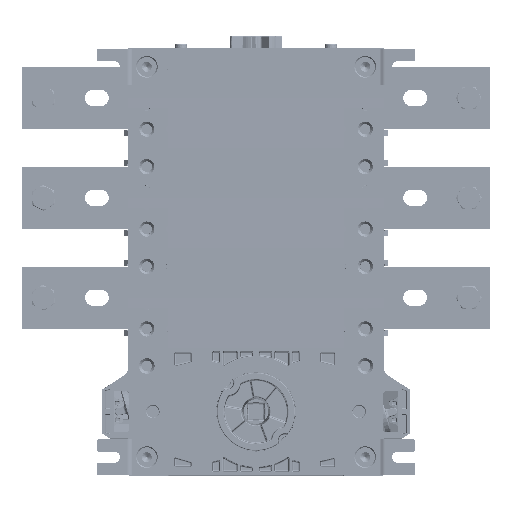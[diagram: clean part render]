
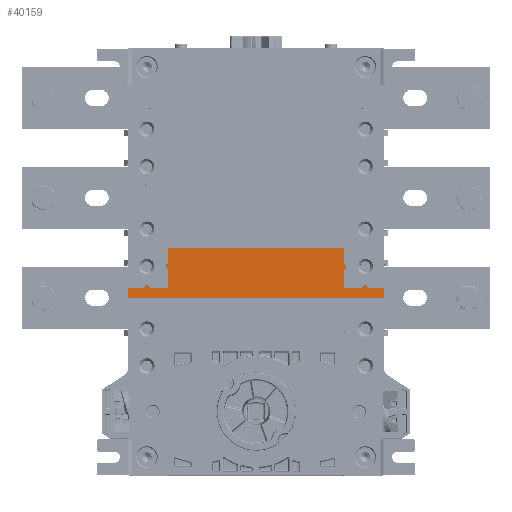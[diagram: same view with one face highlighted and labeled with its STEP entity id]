
A CAD part, front view. The second image highlights one B-rep face of the part: STEP entity #40159.
In plain terms, the highlighted planar face has unit normal (0, -1, -0.004).
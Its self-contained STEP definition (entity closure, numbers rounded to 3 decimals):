
#8249=FACE_OUTER_BOUND('',#48998,.T.);
#17451=LINE('',#228660,#27397);
#17453=LINE('',#228664,#27399);
#17454=LINE('',#228666,#27400);
#17455=LINE('',#228668,#27401);
#17456=LINE('',#228670,#27402);
#17457=LINE('',#228672,#27403);
#17458=LINE('',#228674,#27404);
#17459=LINE('',#228676,#27405);
#17460=LINE('',#228678,#27406);
#17461=LINE('',#228680,#27407);
#17462=LINE('',#228682,#27408);
#17463=LINE('',#228684,#27409);
#17464=LINE('',#228686,#27410);
#17465=LINE('',#228688,#27411);
#17466=LINE('',#228690,#27412);
#17467=LINE('',#228692,#27413);
#17468=LINE('',#228694,#27414);
#17469=LINE('',#228696,#27415);
#17470=LINE('',#228698,#27416);
#17471=LINE('',#228700,#27417);
#17472=LINE('',#228702,#27418);
#17473=LINE('',#228704,#27419);
#17474=LINE('',#228706,#27420);
#17475=LINE('',#228708,#27421);
#27397=VECTOR('',#152938,1.);
#27399=VECTOR('',#152942,1.);
#27400=VECTOR('',#152943,1.);
#27401=VECTOR('',#152944,1.);
#27402=VECTOR('',#152945,1.);
#27403=VECTOR('',#152946,1.);
#27404=VECTOR('',#152947,1.);
#27405=VECTOR('',#152948,1.);
#27406=VECTOR('',#152949,1.);
#27407=VECTOR('',#152950,1.);
#27408=VECTOR('',#152951,1.);
#27409=VECTOR('',#152952,1.);
#27410=VECTOR('',#152953,1.);
#27411=VECTOR('',#152954,1.);
#27412=VECTOR('',#152955,1.);
#27413=VECTOR('',#152956,1.);
#27414=VECTOR('',#152957,1.);
#27415=VECTOR('',#152958,1.);
#27416=VECTOR('',#152959,1.);
#27417=VECTOR('',#152960,1.);
#27418=VECTOR('',#152961,1.);
#27419=VECTOR('',#152962,1.);
#27420=VECTOR('',#152963,1.);
#27421=VECTOR('',#152964,1.);
#40159=ADVANCED_FACE('',(#8249),#42349,.F.);
#42349=PLANE('',#123514);
#48998=EDGE_LOOP('',(#75698,#75699,#75700,#75701,#75702,#75703,#75704,#75705,
#75706,#75707,#75708,#75709,#75710,#75711,#75712,#75713,#75714,#75715,#75716,
#75717,#75718,#75719,#75720,#75721));
#75698=ORIENTED_EDGE('',*,*,#107543,.T.);
#75699=ORIENTED_EDGE('',*,*,#107544,.T.);
#75700=ORIENTED_EDGE('',*,*,#107545,.T.);
#75701=ORIENTED_EDGE('',*,*,#107546,.T.);
#75702=ORIENTED_EDGE('',*,*,#107547,.T.);
#75703=ORIENTED_EDGE('',*,*,#107548,.F.);
#75704=ORIENTED_EDGE('',*,*,#107549,.T.);
#75705=ORIENTED_EDGE('',*,*,#107550,.T.);
#75706=ORIENTED_EDGE('',*,*,#107551,.T.);
#75707=ORIENTED_EDGE('',*,*,#107552,.F.);
#75708=ORIENTED_EDGE('',*,*,#107553,.T.);
#75709=ORIENTED_EDGE('',*,*,#107554,.F.);
#75710=ORIENTED_EDGE('',*,*,#107555,.T.);
#75711=ORIENTED_EDGE('',*,*,#107556,.F.);
#75712=ORIENTED_EDGE('',*,*,#107557,.T.);
#75713=ORIENTED_EDGE('',*,*,#107558,.F.);
#75714=ORIENTED_EDGE('',*,*,#107559,.T.);
#75715=ORIENTED_EDGE('',*,*,#107560,.T.);
#75716=ORIENTED_EDGE('',*,*,#107561,.T.);
#75717=ORIENTED_EDGE('',*,*,#107562,.T.);
#75718=ORIENTED_EDGE('',*,*,#107563,.T.);
#75719=ORIENTED_EDGE('',*,*,#107564,.T.);
#75720=ORIENTED_EDGE('',*,*,#107565,.T.);
#75721=ORIENTED_EDGE('',*,*,#107541,.F.);
#89625=VERTEX_POINT('',#228659);
#89626=VERTEX_POINT('',#228661);
#89627=VERTEX_POINT('',#228665);
#89628=VERTEX_POINT('',#228667);
#89629=VERTEX_POINT('',#228669);
#89630=VERTEX_POINT('',#228671);
#89631=VERTEX_POINT('',#228673);
#89632=VERTEX_POINT('',#228675);
#89633=VERTEX_POINT('',#228677);
#89634=VERTEX_POINT('',#228679);
#89635=VERTEX_POINT('',#228681);
#89636=VERTEX_POINT('',#228683);
#89637=VERTEX_POINT('',#228685);
#89638=VERTEX_POINT('',#228687);
#89639=VERTEX_POINT('',#228689);
#89640=VERTEX_POINT('',#228691);
#89641=VERTEX_POINT('',#228693);
#89642=VERTEX_POINT('',#228695);
#89643=VERTEX_POINT('',#228697);
#89644=VERTEX_POINT('',#228699);
#89645=VERTEX_POINT('',#228701);
#89646=VERTEX_POINT('',#228703);
#89647=VERTEX_POINT('',#228705);
#89648=VERTEX_POINT('',#228707);
#107541=EDGE_CURVE('',#89625,#89626,#17451,.T.);
#107543=EDGE_CURVE('',#89625,#89627,#17453,.T.);
#107544=EDGE_CURVE('',#89627,#89628,#17454,.T.);
#107545=EDGE_CURVE('',#89628,#89629,#17455,.T.);
#107546=EDGE_CURVE('',#89629,#89630,#17456,.T.);
#107547=EDGE_CURVE('',#89630,#89631,#17457,.T.);
#107548=EDGE_CURVE('',#89632,#89631,#17458,.T.);
#107549=EDGE_CURVE('',#89632,#89633,#17459,.T.);
#107550=EDGE_CURVE('',#89633,#89634,#17460,.T.);
#107551=EDGE_CURVE('',#89634,#89635,#17461,.T.);
#107552=EDGE_CURVE('',#89636,#89635,#17462,.T.);
#107553=EDGE_CURVE('',#89636,#89637,#17463,.T.);
#107554=EDGE_CURVE('',#89638,#89637,#17464,.T.);
#107555=EDGE_CURVE('',#89638,#89639,#17465,.T.);
#107556=EDGE_CURVE('',#89640,#89639,#17466,.T.);
#107557=EDGE_CURVE('',#89640,#89641,#17467,.T.);
#107558=EDGE_CURVE('',#89642,#89641,#17468,.T.);
#107559=EDGE_CURVE('',#89642,#89643,#17469,.T.);
#107560=EDGE_CURVE('',#89643,#89644,#17470,.T.);
#107561=EDGE_CURVE('',#89644,#89645,#17471,.T.);
#107562=EDGE_CURVE('',#89645,#89646,#17472,.T.);
#107563=EDGE_CURVE('',#89646,#89647,#17473,.T.);
#107564=EDGE_CURVE('',#89647,#89648,#17474,.T.);
#107565=EDGE_CURVE('',#89648,#89626,#17475,.T.);
#123514=AXIS2_PLACEMENT_3D('',#228709,#152965,#152966);
#152938=DIRECTION('',(0.,0.004,-1.));
#152942=DIRECTION('',(-1.,0.,0.));
#152943=DIRECTION('',(-0.574,-0.004,0.819));
#152944=DIRECTION('',(-1.,0.,0.));
#152945=DIRECTION('',(-0.574,0.004,-0.819));
#152946=DIRECTION('',(-1.,0.,0.));
#152947=DIRECTION('',(0.,0.004,-1.));
#152948=DIRECTION('',(0.819,-0.003,0.574));
#152949=DIRECTION('',(0.,-0.004,1.));
#152950=DIRECTION('',(-0.819,-0.003,0.574));
#152951=DIRECTION('',(0.,0.004,-1.));
#152952=DIRECTION('',(-1.,0.,0.));
#152953=DIRECTION('',(0.,-0.004,1.));
#152954=DIRECTION('',(-0.819,0.003,-0.574));
#152955=DIRECTION('',(0.,-0.004,1.));
#152956=DIRECTION('',(0.819,0.003,-0.574));
#152957=DIRECTION('',(0.,-0.004,1.));
#152958=DIRECTION('',(-1.,0.,0.));
#152959=DIRECTION('',(-0.574,-0.004,0.819));
#152960=DIRECTION('',(-1.,0.,0.));
#152961=DIRECTION('',(-0.574,0.004,-0.819));
#152962=DIRECTION('',(-1.,0.,0.));
#152963=DIRECTION('',(0.,0.004,-1.));
#152964=DIRECTION('',(1.,0.,0.));
#152965=DIRECTION('',(0.,1.,0.004));
#152966=DIRECTION('',(-1.,0.,0.));
#228659=CARTESIAN_POINT('',(558.495,-979.991,-179.45));
#228660=CARTESIAN_POINT('',(558.495,-979.991,-179.45));
#228661=CARTESIAN_POINT('',(558.495,-979.956,-187.5));
#228664=CARTESIAN_POINT('',(558.495,-979.991,-179.45));
#228665=CARTESIAN_POINT('',(545.947,-979.991,-179.45));
#228666=CARTESIAN_POINT('',(545.947,-979.991,-179.45));
#228667=CARTESIAN_POINT('',(544.652,-979.999,-177.6));
#228668=CARTESIAN_POINT('',(542.606,-979.999,-177.6));
#228669=CARTESIAN_POINT('',(542.606,-979.999,-177.6));
#228670=CARTESIAN_POINT('',(542.606,-979.999,-177.6));
#228671=CARTESIAN_POINT('',(541.31,-979.991,-179.45));
#228672=CARTESIAN_POINT('',(526.679,-979.991,-179.45));
#228673=CARTESIAN_POINT('',(526.679,-979.991,-179.45));
#228674=CARTESIAN_POINT('',(526.679,-980.055,-164.819));
#228675=CARTESIAN_POINT('',(526.679,-980.055,-164.819));
#228676=CARTESIAN_POINT('',(526.679,-980.055,-164.819));
#228677=CARTESIAN_POINT('',(528.529,-980.061,-163.523));
#228678=CARTESIAN_POINT('',(528.529,-980.061,-163.523));
#228679=CARTESIAN_POINT('',(528.529,-980.07,-161.477));
#228680=CARTESIAN_POINT('',(528.529,-980.07,-161.477));
#228681=CARTESIAN_POINT('',(526.679,-980.075,-160.181));
#228682=CARTESIAN_POINT('',(526.679,-980.131,-147.5));
#228683=CARTESIAN_POINT('',(526.679,-980.131,-147.5));
#228684=CARTESIAN_POINT('',(385.578,-980.131,-147.5));
#228685=CARTESIAN_POINT('',(385.578,-980.131,-147.5));
#228686=CARTESIAN_POINT('',(385.578,-980.075,-160.181));
#228687=CARTESIAN_POINT('',(385.578,-980.075,-160.181));
#228688=CARTESIAN_POINT('',(385.578,-980.075,-160.181));
#228689=CARTESIAN_POINT('',(383.728,-980.07,-161.477));
#228690=CARTESIAN_POINT('',(383.728,-980.061,-163.523));
#228691=CARTESIAN_POINT('',(383.728,-980.061,-163.523));
#228692=CARTESIAN_POINT('',(383.728,-980.061,-163.523));
#228693=CARTESIAN_POINT('',(385.578,-980.055,-164.819));
#228694=CARTESIAN_POINT('',(385.578,-979.991,-179.45));
#228695=CARTESIAN_POINT('',(385.578,-979.991,-179.45));
#228696=CARTESIAN_POINT('',(370.947,-979.991,-179.45));
#228697=CARTESIAN_POINT('',(370.947,-979.991,-179.45));
#228698=CARTESIAN_POINT('',(370.947,-979.991,-179.45));
#228699=CARTESIAN_POINT('',(369.652,-979.999,-177.6));
#228700=CARTESIAN_POINT('',(367.606,-979.999,-177.6));
#228701=CARTESIAN_POINT('',(367.606,-979.999,-177.6));
#228702=CARTESIAN_POINT('',(367.606,-979.999,-177.6));
#228703=CARTESIAN_POINT('',(366.31,-979.991,-179.45));
#228704=CARTESIAN_POINT('',(366.31,-979.991,-179.45));
#228705=CARTESIAN_POINT('',(353.762,-979.991,-179.45));
#228706=CARTESIAN_POINT('',(353.762,-979.991,-179.45));
#228707=CARTESIAN_POINT('',(353.762,-979.956,-187.5));
#228708=CARTESIAN_POINT('',(558.495,-979.956,-187.5));
#228709=CARTESIAN_POINT('',(559.829,-980.131,-147.5));
